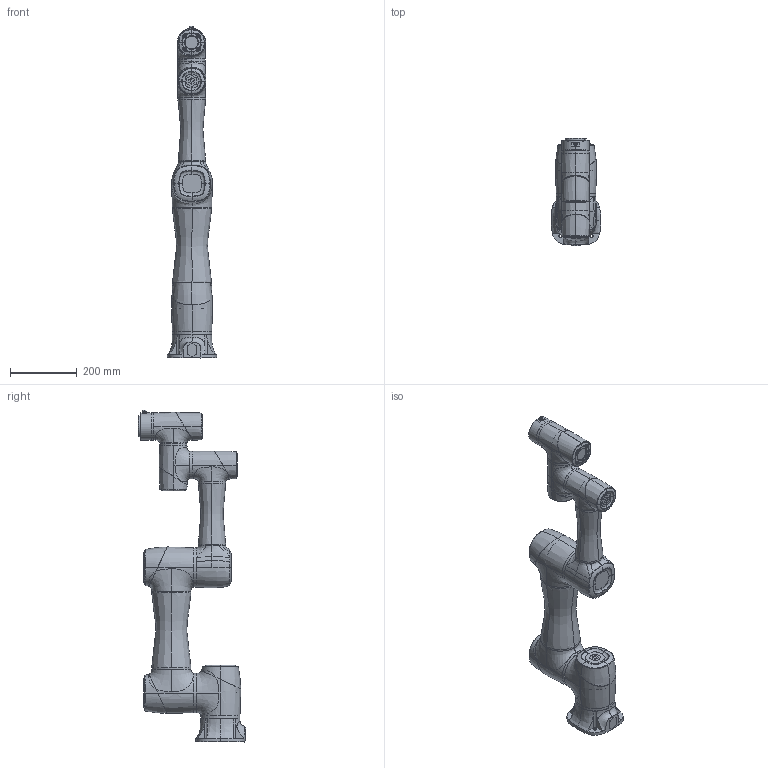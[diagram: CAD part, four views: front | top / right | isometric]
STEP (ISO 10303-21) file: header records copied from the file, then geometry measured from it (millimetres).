
FILE_DESCRIPTION((''),'2;1');
FILE_NAME('CR7_ASM','2021-07-19T12:21:42',('Dobot'),(''),'CREO PARAMETRIC BY PTC INC, 2017260','CREO PARAMETRIC BY PTC INC, 2017260','');
FILE_SCHEMA(('CONFIG_CONTROL_DESIGN'));
Products named in the file (33): _C00_1_1; NONE-15436_1_1; NONE-51940_1_1; NONE-86733_1_1; J1-CR7_ASM; NONE-15763_1_1; NONE-47267_1_1; NONE-50209_1_1; NONE-12323_1_1; NONE-83977_1_1; NONE-85010_1_1; ASM0001_ASM_2_ASM_1_ASM; CR7DABI_2_1; J2-CR7_ASM; NONE-80856_1_1; NONE-12483_1_1; NONE-46046_1_1; NONE-82251_1_1; ASM0002_ASM_1_ASM_1_ASM; PRT0008_1_1; J3-CR7_ASM; NONE-11610_1_1; NONE-14547_1_1; NONE-49171_1_1; J4-CR7_ASM; NONE-46909_1_1; NONE-47609_1_1; NONE-81723_1_1; J5-CR7_ASM; NONE-16453_1_1; NONE-87612_1_1; J6-CR7_ASM; CR7_ASM
Assembly tree (32 placements, depth 4):
  CR7_ASM
    _C00_1_1
    J1-CR7_ASM
      NONE-15436_1_1
      NONE-51940_1_1
      NONE-86733_1_1
    J2-CR7_ASM
      NONE-15763_1_1
      NONE-47267_1_1
      NONE-50209_1_1
      ASM0001_ASM_2_ASM_1_ASM
        NONE-12323_1_1
        NONE-83977_1_1
        NONE-85010_1_1
      CR7DABI_2_1
    J3-CR7_ASM
      NONE-80856_1_1
      ASM0002_ASM_1_ASM_1_ASM
        NONE-12483_1_1
        NONE-46046_1_1
        NONE-82251_1_1
      PRT0008_1_1
    J4-CR7_ASM
      NONE-11610_1_1
      NONE-14547_1_1
      NONE-49171_1_1
    J5-CR7_ASM
      NONE-46909_1_1
      NONE-47609_1_1
      NONE-81723_1_1
    J6-CR7_ASM
      NONE-16453_1_1
      NONE-87612_1_1
Bounding box: 148 x 322.1 x 996.5 mm (x, y, z)
Volume: 11736083.1 mm3; surface area: 1002776.5 mm2
Topology: 23 solids, 40 shells, 1749 faces, 4248 edges, 2737 vertices
Faces by surface type: plane 759, cylinder 331, bspline 307, extrusion 183, cone 163, torus 6
Entity records: 89673 total; most frequent: CARTESIAN_POINT 49941, ORIENTED_EDGE 8424, DIRECTION 7254, EDGE_CURVE 4219, VERTEX_POINT 2737, AXIS2_PLACEMENT_3D 2568, VECTOR 2118, EDGE_LOOP 1978
